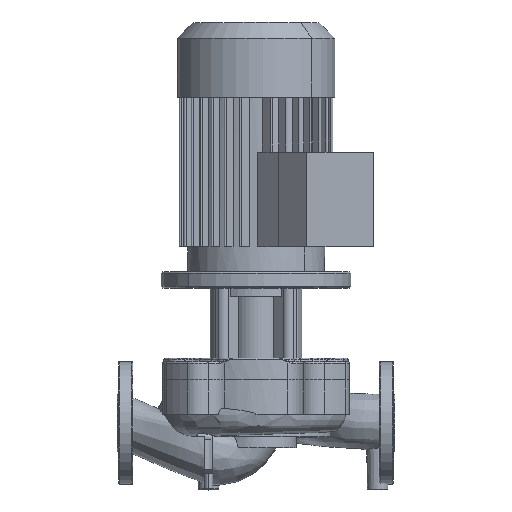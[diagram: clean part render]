
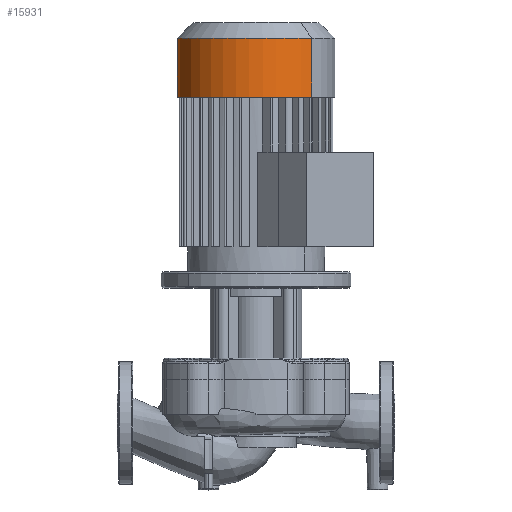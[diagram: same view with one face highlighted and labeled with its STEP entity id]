
A CAD part, top view. The second image highlights one B-rep face of the part: STEP entity #15931.
In plain terms, the highlighted cylindrical face has radius 96.5 mm (diameter 193 mm), a partial arc.
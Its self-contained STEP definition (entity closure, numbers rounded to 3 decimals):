
#11537=CARTESIAN_POINT('',(238.236,398.5,68.236));
#11538=VERTEX_POINT('',#11537);
#11539=CARTESIAN_POINT('',(238.236,470.7,68.236));
#11540=VERTEX_POINT('',#11539);
#11541=CARTESIAN_POINT('',(238.236,398.5,68.236));
#11542=DIRECTION('',(0.0,1.0,0.0));
#11543=VECTOR('',#11542,72.2);
#11544=LINE('',#11541,#11543);
#11545=EDGE_CURVE('',#11538,#11540,#11544,.T.);
#11547=CARTESIAN_POINT('',(101.764,398.5,-68.236));
#11548=VERTEX_POINT('',#11547);
#11556=CARTESIAN_POINT('',(101.764,470.7,-68.236));
#11557=VERTEX_POINT('',#11556);
#11558=CARTESIAN_POINT('',(101.764,398.5,-68.236));
#11559=DIRECTION('',(0.0,1.0,0.0));
#11560=VECTOR('',#11559,72.2);
#11561=LINE('',#11558,#11560);
#11562=EDGE_CURVE('',#11548,#11557,#11561,.T.);
#14480=CARTESIAN_POINT('',(170.0,398.5,0.0));
#14481=DIRECTION('',(0.0,1.,0.0));
#14482=DIRECTION('',(0.707,0.0,0.707));
#14483=AXIS2_PLACEMENT_3D('',#14480,#14481,#14482);
#14484=CIRCLE('',#14483,96.5);
#14485=EDGE_CURVE('',#11548,#11538,#14484,.T.);
#15910=CARTESIAN_POINT('',(170.0,470.7,0.0));
#15911=DIRECTION('',(0.0,1.,0.0));
#15912=DIRECTION('',(0.707,0.0,0.707));
#15913=AXIS2_PLACEMENT_3D('',#15910,#15911,#15912);
#15914=CIRCLE('',#15913,96.5);
#15915=EDGE_CURVE('',#11557,#11540,#15914,.T.);
#15920=CARTESIAN_POINT('',(170.0,490.0,0.0));
#15921=DIRECTION('',(0.0,-1.0,0.0));
#15922=DIRECTION('',(0.707,0.0,0.707));
#15923=AXIS2_PLACEMENT_3D('',#15920,#15921,#15922);
#15924=CYLINDRICAL_SURFACE('',#15923,96.5);
#15925=ORIENTED_EDGE('',*,*,#11545,.T.);
#15926=ORIENTED_EDGE('',*,*,#15915,.F.);
#15927=ORIENTED_EDGE('',*,*,#11562,.F.);
#15928=ORIENTED_EDGE('',*,*,#14485,.T.);
#15929=EDGE_LOOP('',(#15925,#15926,#15927,#15928));
#15930=FACE_OUTER_BOUND('',#15929,.T.);
#15931=ADVANCED_FACE('',(#15930),#15924,.T.);
